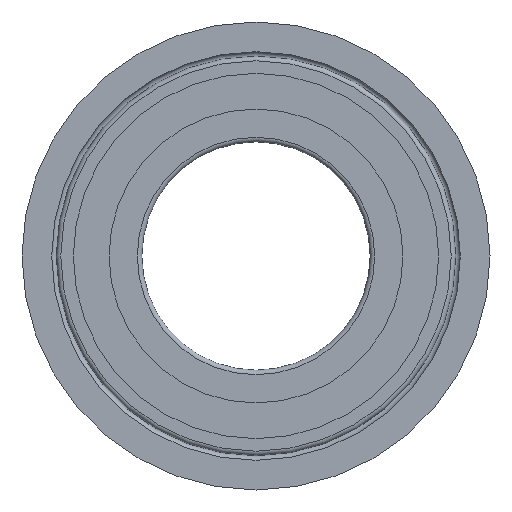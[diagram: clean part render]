
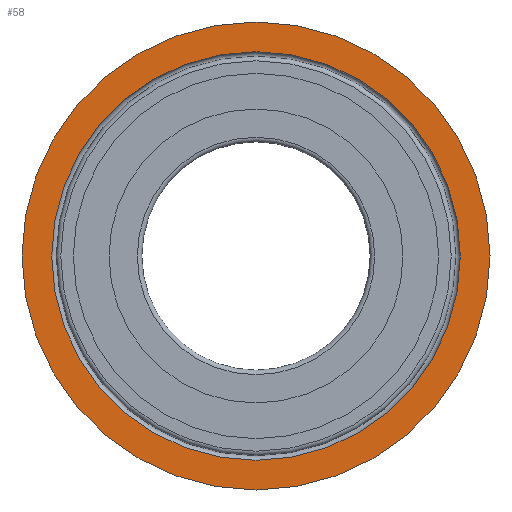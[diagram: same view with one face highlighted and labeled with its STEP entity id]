
A CAD part, left-side view. The second image highlights one B-rep face of the part: STEP entity #58.
In plain terms, the highlighted planar face has unit normal (-1, 0, 0).
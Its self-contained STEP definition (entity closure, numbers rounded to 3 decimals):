
#58 = ADVANCED_FACE( '', ( #127, #128 ), #129, .T. );
#127 = FACE_BOUND( '', #206, .T. );
#128 = FACE_OUTER_BOUND( '', #207, .T. );
#129 = PLANE( '', #208 );
#206 = EDGE_LOOP( '', ( #295 ) );
#207 = EDGE_LOOP( '', ( #296 ) );
#208 = AXIS2_PLACEMENT_3D( '', #297, #298, #299 );
#295 = ORIENTED_EDGE( '', *, *, #375, .T. );
#296 = ORIENTED_EDGE( '', *, *, #373, .F. );
#297 = CARTESIAN_POINT( '', ( 1.9, 4.1, 0. ) );
#298 = DIRECTION( '', ( -1., 0., 0. ) );
#299 = DIRECTION( '', ( 0., 0., 1. ) );
#373 = EDGE_CURVE( '', #420, #420, #421, .T. );
#375 = EDGE_CURVE( '', #423, #423, #424, .T. );
#420 = VERTEX_POINT( '', #474 );
#421 = CIRCLE( '', #475, 4.1 );
#423 = VERTEX_POINT( '', #477 );
#424 = CIRCLE( '', #478, 3.58 );
#474 = CARTESIAN_POINT( '', ( 1.9, 0., -4.1 ) );
#475 = AXIS2_PLACEMENT_3D( '', #531, #532, #533 );
#477 = CARTESIAN_POINT( '', ( 1.9, 0., -3.58 ) );
#478 = AXIS2_PLACEMENT_3D( '', #534, #535, #536 );
#531 = CARTESIAN_POINT( '', ( 1.9, 0., 0. ) );
#532 = DIRECTION( '', ( 1., 0., 0. ) );
#533 = DIRECTION( '', ( 0., 0., -1. ) );
#534 = CARTESIAN_POINT( '', ( 1.9, 0., 0. ) );
#535 = DIRECTION( '', ( 1., 0., 0. ) );
#536 = DIRECTION( '', ( 0., 0., -1. ) );
